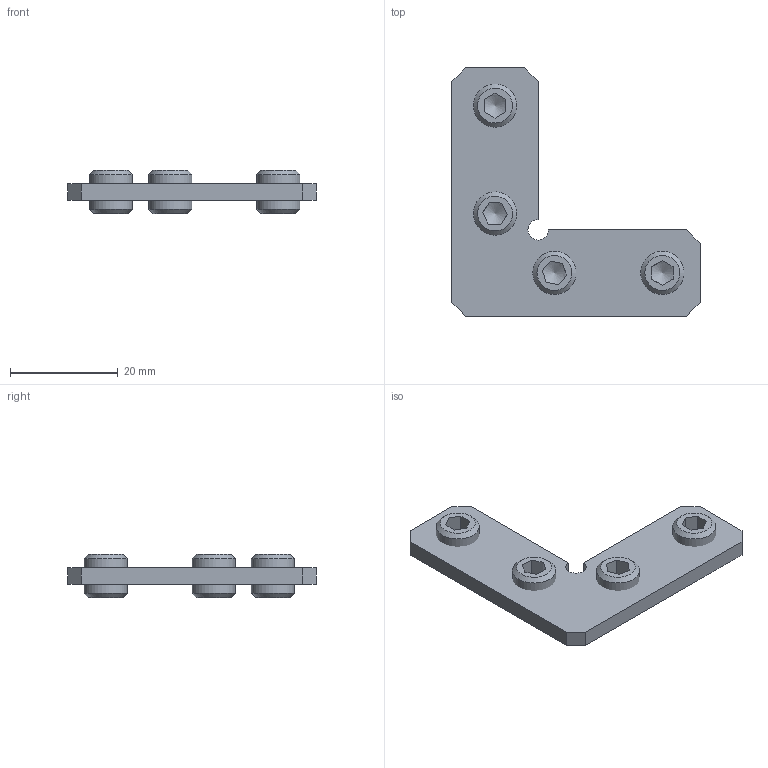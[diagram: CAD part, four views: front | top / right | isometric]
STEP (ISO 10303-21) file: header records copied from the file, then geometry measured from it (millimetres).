
FILE_DESCRIPTION(/* description */ (''),/* implementation_level */ '2;1');
FILE_NAME(/* name */ '13308_KriTec_Gehrungsverbinder_8_90_Grad.stp',/* time_stamp */ '2016-06-21T16:22:59+02:00',/* author */ ('Steiner'),/* organization */ (''),/* preprocessor_version */ 'ST-DEVELOPER v16.1',/* originating_system */ 'Autodesk Inventor 2016',/* authorisation */ '');
FILE_SCHEMA (('AUTOMOTIVE_DESIGN { 1 0 10303 214 3 1 1 }'));
Length unit declared in the file: millimetre
Products named in the file (3): Verbindungsblech; KriTec Gewindestift  M8 x 8 DIN913; 13308_KriTec_Gehrungsverbinder_8_90_Grad
Assembly tree (5 placements, depth 2):
  13308_KriTec_Gehrungsverbinder_8_90_Grad
    Verbindungsblech
    KriTec Gewindestift  M8 x 8 DIN913  x4
Bounding box: 46 x 46 x 8 mm (x, y, z)
Volume: 4406.3 mm3; surface area: 4304.4 mm2
Topology: 5 solids, 5 shells, 66 faces, 160 edges, 104 vertices
Faces by surface type: plane 45, cone 12, cylinder 9
Full cylindrical faces by diameter (mm): 6.647 x4, 8 x4
Entity records: 946 total; most frequent: CARTESIAN_POINT 164, DIRECTION 150, ORIENTED_EDGE 132, EDGE_CURVE 66, AXIS2_PLACEMENT_3D 52, VERTEX_POINT 48, LINE 46, VECTOR 46
